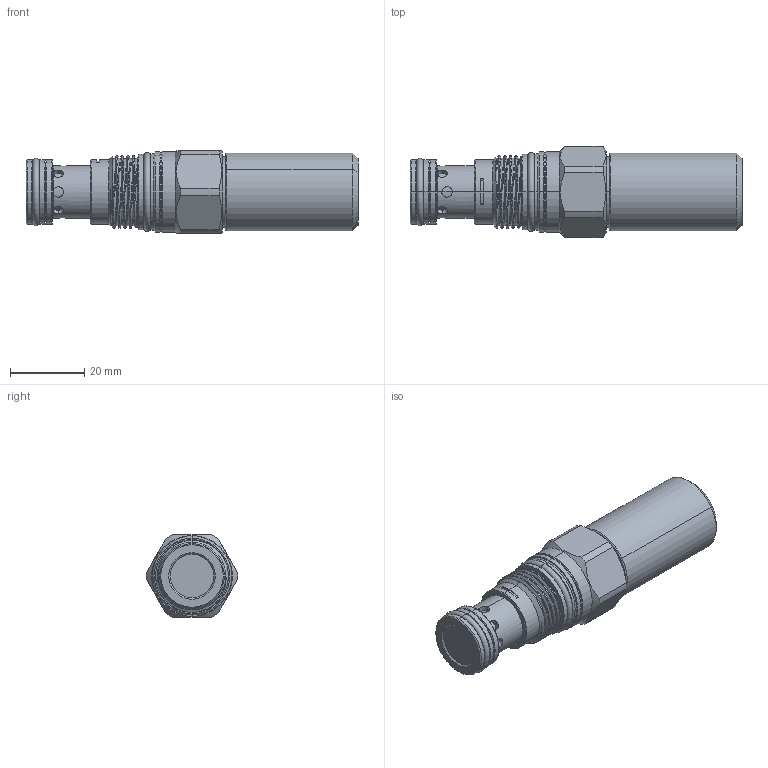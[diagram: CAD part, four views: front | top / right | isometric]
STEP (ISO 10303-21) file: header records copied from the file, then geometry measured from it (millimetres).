
FILE_DESCRIPTION (( 'STEP AP203' ), '1' );
FILE_NAME ('FR13A2F-CB.STEP', '2024-05-30T01:44:33', ( '' ), ( '' ), 'SwSTEP 2.0', 'SolidWorks 2018', '' );
FILE_SCHEMA (( 'CONFIG_CONTROL_DESIGN' ));
Length unit declared in the file: millimetre
Products named in the file (1): FR13A2F-CB
Bounding box: 89.63 x 24.59 x 22.22 mm (x, y, z)
Volume: 27935 mm3; surface area: 7488.7 mm2
Topology: 1 solids, 1 shells, 235 faces, 574 edges, 365 vertices
Faces by surface type: plane 94, cylinder 93, cone 25, torus 16, bspline 7
Entity records: 8906 total; most frequent: CARTESIAN_POINT 3449, ORIENTED_EDGE 1146, DIRECTION 1082, EDGE_CURVE 573, AXIS2_PLACEMENT_3D 390, VERTEX_POINT 364, VECTOR 302, LINE 302
